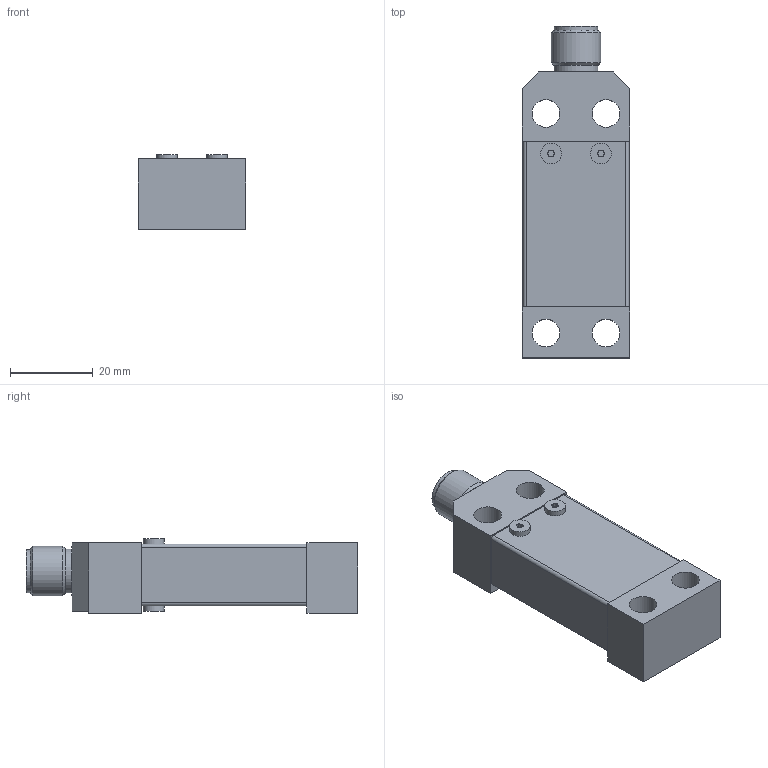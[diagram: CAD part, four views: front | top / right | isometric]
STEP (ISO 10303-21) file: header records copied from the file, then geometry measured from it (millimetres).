
FILE_DESCRIPTION( ( 'Unknown' ), '1' );
FILE_NAME( 'DSRT_22Dx.stp', 'Unknown', ( 'Unknown' ), ( 'Unknown' ), 'PSStep 19.0.9', 'Unknown', ' ' );
FILE_SCHEMA( ( 'AUTOMOTIVE_DESIGN { 1 0 10303 214 1 1 1 1 }' ) );
Length unit declared in the file: millimetre
Products named in the file (1): 158797
Bounding box: 26 x 80.1 x 18 mm (x, y, z)
Volume: 26000.8 mm3; surface area: 8602.5 mm2
Topology: 1 solids, 1 shells, 190 faces, 468 edges, 286 vertices
Faces by surface type: cylinder 96, plane 48, torus 27, sphere 15, bspline 2, cone 2
Full cylindrical faces by diameter (mm): 1 x5, 1.5 x1, 5 x4, 6.7 x4, 8.3 x1, 10.4 x1, 10.6 x1, 12 x2
Entity records: 7173 total; most frequent: CARTESIAN_POINT 1166, DIRECTION 1047, ORIENTED_EDGE 834, AXIS2_PLACEMENT_3D 445, EDGE_CURVE 417, VERTEX_POINT 278, CIRCLE 254, EDGE_LOOP 242
